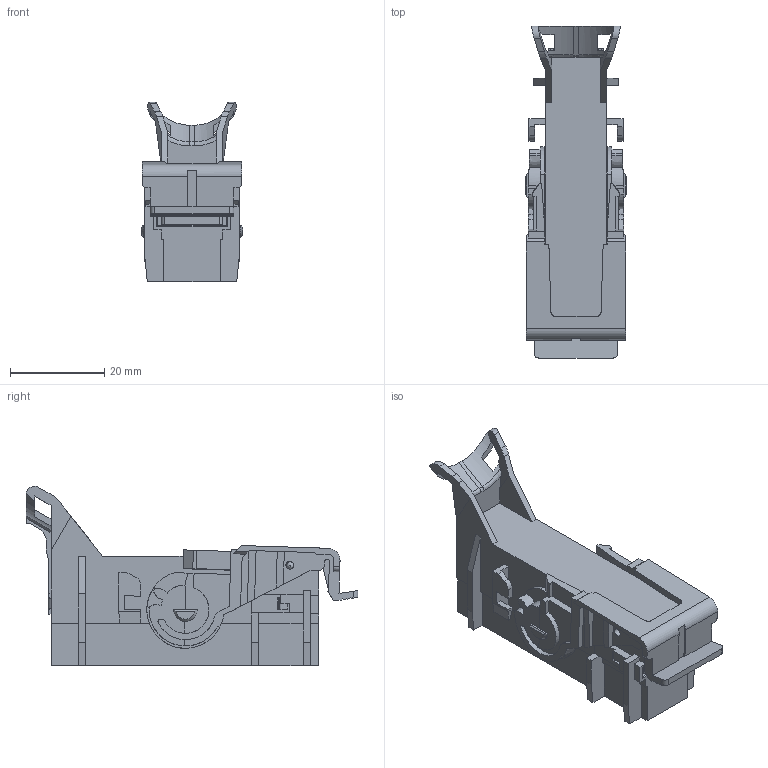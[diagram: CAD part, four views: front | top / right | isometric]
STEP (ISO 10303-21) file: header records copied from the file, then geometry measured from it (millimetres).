
FILE_DESCRIPTION(/* description */ (''),/* implementation_level */ '2;1');
FILE_NAME(/* name */ '35048542-ENV10_01-CONN.stp',/* time_stamp */ '2023-06-19T16:01:43+08:00',/* author */ (''),/* organization */ (''),/* preprocessor_version */ 'ST-DEVELOPER v16',/* originating_system */ 'SIEMENS PLM Software NX 11.0',/* authorisation */ '');
FILE_SCHEMA (('AUTOMOTIVE_DESIGN { 1 0 10303 214 3 1 1 1 }'));
Length unit declared in the file: millimetre
Products named in the file (1): 35048542-ENV10_01-CONN
Bounding box: 21.6 x 70.52 x 38.12 mm (x, y, z)
Volume: 20854.1 mm3; surface area: 10338.7 mm2
Topology: 1 solids, 1 shells, 426 faces, 1248 edges, 829 vertices
Faces by surface type: plane 353, cylinder 61, extrusion 6, bspline 4, cone 2
Full cylindrical faces by diameter (mm): 1.7 x2, 5 x2
Entity records: 14212 total; most frequent: CARTESIAN_POINT 2813, ORIENTED_EDGE 2472, DIRECTION 2223, EDGE_CURVE 1236, VECTOR 1043, LINE 1037, VERTEX_POINT 823, AXIS2_PLACEMENT_3D 590
